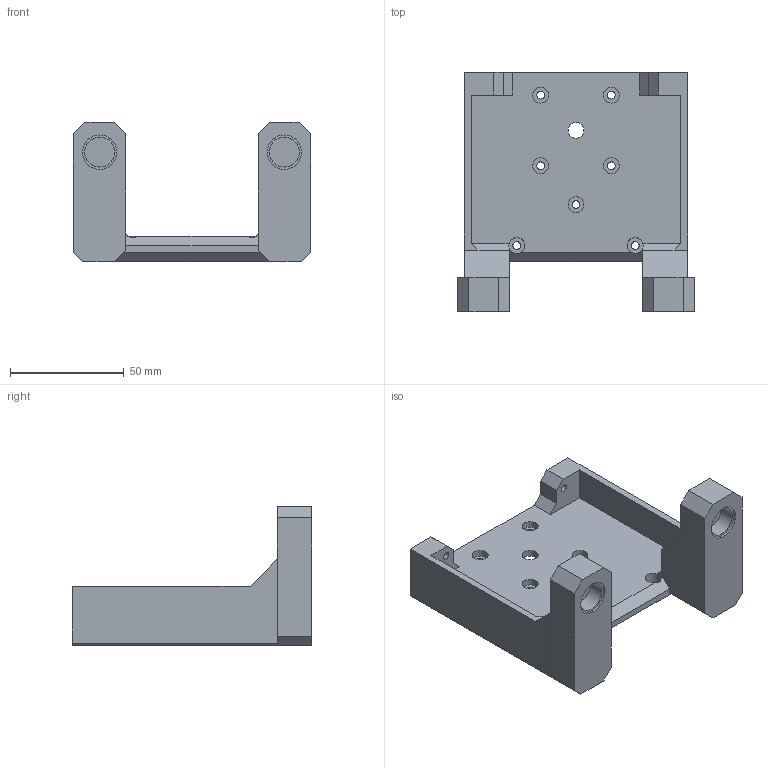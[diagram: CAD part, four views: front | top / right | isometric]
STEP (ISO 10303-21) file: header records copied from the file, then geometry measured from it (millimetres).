
FILE_DESCRIPTION(/* description */ ('STEP AP242 Edition 2','CAx-IF Rec.Pracs.---Representation and Presentation of Product Manufacturing Information (PMI)---4.0---2014-10-13','CAx-IF Rec.Pracs.---3D Tessellated Geometry---0.4---2014-09-14','2;1','CAx-IF Rec.Pracs.---User Defined Attributes---1.5---2016-08-15'),/* implementation_level */ '2;1');
FILE_NAME(/* name */ '6921475b356fe7da2ed8d5c7',/* time_stamp */ '2025-11-22T05:17:16Z',/* author */ (''),/* organization */ (''),/* preprocessor_version */ 'ST-DEVELOPER v20',/* originating_system */ 'ONSHAPE BY PTC INC, 1.207',/* authorisation */ ' ');
FILE_SCHEMA (('AP242_MANAGED_MODEL_BASED_3D_ENGINEERING_MIM_LF { 1 0 10303 442 3 1 4 }'));
Length unit declared in the file: metre
Products named in the file (1): Part 1
Bounding box: 104 x 105 x 61 mm (x, y, z)
Volume: 136084.5 mm3; surface area: 38367.5 mm2
Topology: 1 solids, 1 shells, 95 faces, 238 edges, 157 vertices
Faces by surface type: plane 69, cylinder 24, cone 2
Full cylindrical faces by diameter (mm): 3.2 x4, 3.4 x7, 7 x8, 13.1 x2, 15.1 x2, 25 x1
Entity records: 2733 total; most frequent: CARTESIAN_POINT 459, DIRECTION 457, ORIENTED_EDGE 418, EDGE_CURVE 209, VERTEX_POINT 154, LINE 153, VECTOR 153, EDGE_LOOP 153
